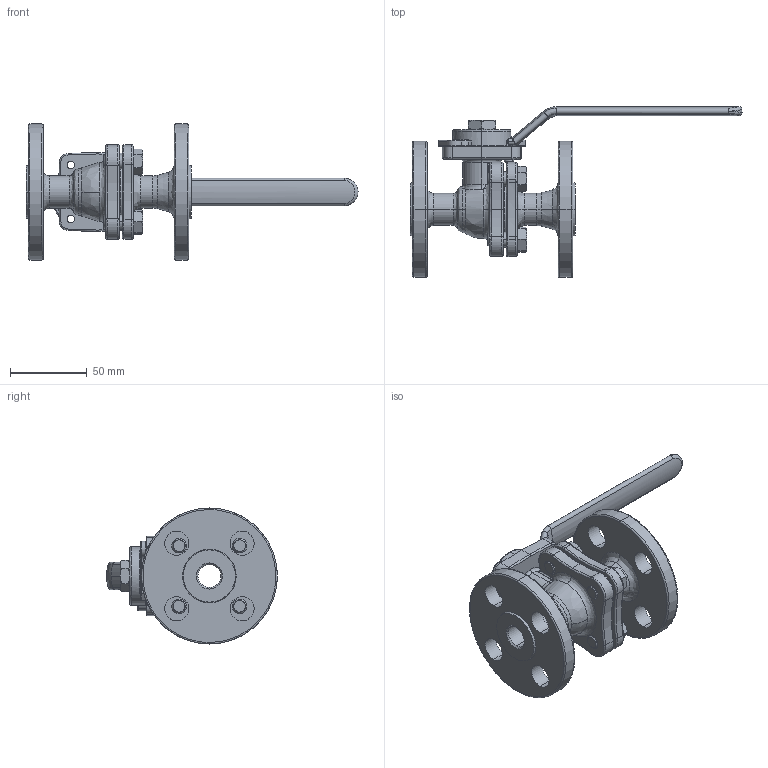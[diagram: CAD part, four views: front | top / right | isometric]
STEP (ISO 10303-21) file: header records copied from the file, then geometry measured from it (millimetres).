
FILE_DESCRIPTION (( 'STEP AP214' ), '1' );
FILE_NAME ('Fig. 315&415 DN-015 ICP.STEP', '2020-10-15T08:55:38', ( '' ), ( '' ), 'SwSTEP 2.0', 'SolidWorks 2020', '' );
FILE_SCHEMA (( 'AUTOMOTIVE_DESIGN' ));
Length unit declared in the file: millimetre
Products named in the file (12): LCV-150-015-05; _HFBOLT 0.375-16x0.75x0.75-C; LCV-150-020-14; SP 18x12x5,5_Comprimido; DIN 912 - M6 x 10_DIN 912 - M6 x 10; JT15FV 18x12x0.5; Fig. 315&415 DN-015 ICP; LCV-150-015-01_Sin gradados; Hexagon Nut ISO 8675 - M12 x 1.5 - N_Hexagon Nut ISO 8675 - M12 x 1.5 - N; 5120-10-1; DIN 2093 - Ø25 x Ø12,2 x 1,5; LCV-150-015-02_2D
Assembly tree (16 placements, depth 2):
  Fig. 315&415 DN-015 ICP
    LCV-150-015-01_Sin gradados
    LCV-150-015-02_2D
    LCV-150-015-05
    5120-10-1
    JT15FV 18x12x0.5
    LCV-150-020-14
    Hexagon Nut ISO 8675 - M12 x 1.5 - N_Hexagon Nut ISO 8675 - M12 x 1.5 - N  x2
    DIN 912 - M6 x 10_DIN 912 - M6 x 10
    SP 18x12x5,5_Comprimido
    DIN 2093 - Ø25 x Ø12,2 x 1,5  x2
    _HFBOLT 0.375-16x0.75x0.75-C  x4
Bounding box: 216.99 x 111.65 x 88.9 mm (x, y, z)
Volume: 222722.7 mm3; surface area: 90087.6 mm2
Topology: 15 solids, 17 shells, 713 faces, 1673 edges, 1002 vertices
Faces by surface type: cylinder 231, bspline 197, plane 166, cone 119
Entity records: 25316 total; most frequent: CARTESIAN_POINT 12078, ORIENTED_EDGE 2744, DIRECTION 2617, EDGE_CURVE 1373, AXIS2_PLACEMENT_3D 1117, VERTEX_POINT 832, CIRCLE 701, EDGE_LOOP 670
